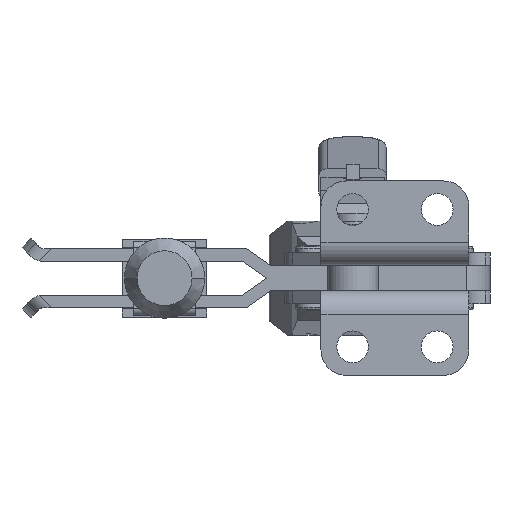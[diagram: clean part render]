
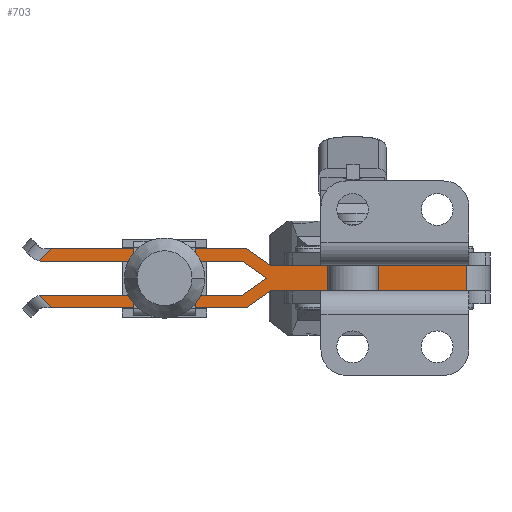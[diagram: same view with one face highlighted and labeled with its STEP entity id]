
A CAD part, front view. The second image highlights one B-rep face of the part: STEP entity #703.
In plain terms, the highlighted planar face has unit normal (0, -1, 0).
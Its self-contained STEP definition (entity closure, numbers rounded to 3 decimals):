
#703=ADVANCED_FACE('NONE',(#1792),#1793,.F.);
#1792=FACE_OUTER_BOUND('',#3312,.T.);
#1793=PLANE('',#3313);
#3312=EDGE_LOOP('',(#5342,#5343,#5344,#5345,#5346,#5347,#5348,#5349,#5350,#5351,#5352,#5353,#5354,#5355,#5356));
#3313=AXIS2_PLACEMENT_3D('',#5357,#5358,#5359);
#5342=ORIENTED_EDGE('',*,*,#9167,.F.);
#5343=ORIENTED_EDGE('',*,*,#9109,.T.);
#5344=ORIENTED_EDGE('',*,*,#9119,.F.);
#5345=ORIENTED_EDGE('',*,*,#9168,.F.);
#5346=ORIENTED_EDGE('',*,*,#9169,.F.);
#5347=ORIENTED_EDGE('',*,*,#9170,.F.);
#5348=ORIENTED_EDGE('',*,*,#9171,.F.);
#5349=ORIENTED_EDGE('',*,*,#9131,.F.);
#5350=ORIENTED_EDGE('',*,*,#9149,.T.);
#5351=ORIENTED_EDGE('',*,*,#9172,.F.);
#5352=ORIENTED_EDGE('',*,*,#9173,.F.);
#5353=ORIENTED_EDGE('',*,*,#9174,.F.);
#5354=ORIENTED_EDGE('',*,*,#9085,.T.);
#5355=ORIENTED_EDGE('',*,*,#9175,.F.);
#5356=ORIENTED_EDGE('',*,*,#9176,.F.);
#5357=CARTESIAN_POINT('',(-65.8,36.0,-8.));
#5358=DIRECTION('',(-0.0,1.0,0.0));
#5359=DIRECTION('',(1.0,0.0,0.0));
#9085=EDGE_CURVE('NONE',#10913,#10911,#10914,.T.);
#9109=EDGE_CURVE('NONE',#10956,#10954,#10957,.T.);
#9119=EDGE_CURVE('NONE',#10973,#10954,#10975,.T.);
#9131=EDGE_CURVE('NONE',#10992,#10994,#10995,.T.);
#9149=EDGE_CURVE('NONE',#10992,#11020,#11022,.T.);
#9167=EDGE_CURVE('NONE',#10956,#11042,#11043,.T.);
#9168=EDGE_CURVE('NONE',#11044,#10973,#11045,.T.);
#9169=EDGE_CURVE('NONE',#11046,#11044,#11047,.T.);
#9170=EDGE_CURVE('NONE',#11048,#11046,#11049,.T.);
#9171=EDGE_CURVE('NONE',#10994,#11048,#11050,.T.);
#9172=EDGE_CURVE('NONE',#11051,#11020,#11052,.T.);
#9173=EDGE_CURVE('NONE',#11053,#11051,#11054,.T.);
#9174=EDGE_CURVE('NONE',#10913,#11053,#11055,.T.);
#9175=EDGE_CURVE('NONE',#11056,#10911,#11057,.T.);
#9176=EDGE_CURVE('NONE',#11042,#11056,#11058,.T.);
#10911=VERTEX_POINT('NONE',#13509);
#10913=VERTEX_POINT('NONE',#13511);
#10914=LINE('',#13512,#13513);
#10954=VERTEX_POINT('NONE',#13561);
#10956=VERTEX_POINT('NONE',#13575);
#10957=LINE('',#13576,#13577);
#10973=VERTEX_POINT('NONE',#13627);
#10975=CIRCLE('',#13630,4.0);
#10992=VERTEX_POINT('NONE',#13683);
#10994=VERTEX_POINT('NONE',#13697);
#10995=CIRCLE('',#13698,4.0);
#11020=VERTEX_POINT('NONE',#13760);
#11022=LINE('',#13772,#13773);
#11042=VERTEX_POINT('NONE',#13794);
#11043=LINE('',#13795,#13796);
#11044=VERTEX_POINT('NONE',#13797);
#11045=LINE('',#13798,#13799);
#11046=VERTEX_POINT('NONE',#13800);
#11047=LINE('',#13801,#13802);
#11048=VERTEX_POINT('NONE',#13803);
#11049=LINE('',#13804,#13805);
#11050=LINE('',#13806,#13807);
#11051=VERTEX_POINT('NONE',#13808);
#11052=LINE('',#13809,#13810);
#11053=VERTEX_POINT('NONE',#13811);
#11054=LINE('',#13812,#13813);
#11055=LINE('',#13814,#13815);
#11056=VERTEX_POINT('NONE',#13816);
#11057=LINE('',#13817,#13818);
#11058=LINE('',#13819,#13820);
#13509=CARTESIAN_POINT('',(34.359,36.0,3.0));
#13511=CARTESIAN_POINT('',(34.359,36.0,-3.0));
#13512=CARTESIAN_POINT('',(34.359,36.0,10.1));
#13513=VECTOR('',#17489,1000.0);
#13561=CARTESIAN_POINT('',(-66.592,36.0,4.079));
#13575=CARTESIAN_POINT('',(-63.672,36.0,7.0));
#13576=CARTESIAN_POINT('',(-72.236,36.0,-1.564));
#13577=VECTOR('',#17525,1000.0);
#13627=CARTESIAN_POINT('',(-65.8,36.0,4.0));
#13630=AXIS2_PLACEMENT_3D('',#17537,#17538,#17539);
#13683=CARTESIAN_POINT('',(-66.592,36.0,-4.079));
#13697=CARTESIAN_POINT('',(-65.8,36.0,-4.0));
#13698=AXIS2_PLACEMENT_3D('',#17549,#17550,#17551);
#13760=CARTESIAN_POINT('',(-63.672,36.0,-7.0));
#13772=CARTESIAN_POINT('',(-64.236,36.0,-6.436));
#13773=VECTOR('',#17572,1000.0);
#13794=CARTESIAN_POINT('',(-17.713,36.0,7.0));
#13795=CARTESIAN_POINT('',(-65.8,36.0,7.0));
#13796=VECTOR('',#17604,1000.0);
#13797=CARTESIAN_POINT('',(-18.658,36.0,4.0));
#13798=CARTESIAN_POINT('',(-18.658,36.0,4.0));
#13799=VECTOR('',#17605,1000.0);
#13800=CARTESIAN_POINT('',(-12.946,36.0,0.0));
#13801=CARTESIAN_POINT('',(-12.946,36.0,0.0));
#13802=VECTOR('',#17606,1000.0);
#13803=CARTESIAN_POINT('',(-18.658,36.0,-4.0));
#13804=CARTESIAN_POINT('',(-18.658,36.0,-4.0));
#13805=VECTOR('',#17607,1000.0);
#13806=CARTESIAN_POINT('',(-65.8,36.0,-4.0));
#13807=VECTOR('',#17608,1000.0);
#13808=CARTESIAN_POINT('',(-17.713,36.0,-7.0));
#13809=CARTESIAN_POINT('',(-17.713,36.0,-7.0));
#13810=VECTOR('',#17609,1000.0);
#13811=CARTESIAN_POINT('',(-12.0,36.0,-3.0));
#13812=CARTESIAN_POINT('',(-12.0,36.0,-3.0));
#13813=VECTOR('',#17610,1000.0);
#13814=CARTESIAN_POINT('',(40.0,36.0,-3.0));
#13815=VECTOR('',#17611,1000.0);
#13816=CARTESIAN_POINT('',(-12.0,36.0,3.0));
#13817=CARTESIAN_POINT('',(-12.0,36.0,3.0));
#13818=VECTOR('',#17612,1000.0);
#13819=CARTESIAN_POINT('',(-17.713,36.0,7.0));
#13820=VECTOR('',#17613,1000.0);
#17489=DIRECTION('',(0.0,0.0,1.0));
#17525=DIRECTION('',(-0.707,0.0,-0.707));
#17537=CARTESIAN_POINT('',(-65.8,36.0,8.));
#17538=DIRECTION('',(-0.0,1.0,0.0));
#17539=DIRECTION('',(1.0,0.0,0.0));
#17549=CARTESIAN_POINT('',(-65.8,36.0,-8.));
#17550=DIRECTION('',(-0.0,1.0,0.0));
#17551=DIRECTION('',(1.0,0.0,0.0));
#17572=DIRECTION('',(0.707,0.0,-0.707));
#17604=DIRECTION('',(1.0,0.0,0.0));
#17605=DIRECTION('',(-1.0,0.0,0.0));
#17606=DIRECTION('',(-0.819,0.0,0.574));
#17607=DIRECTION('',(0.819,0.0,0.574));
#17608=DIRECTION('',(1.0,0.0,0.0));
#17609=DIRECTION('',(-1.0,0.0,0.0));
#17610=DIRECTION('',(-0.819,0.0,-0.574));
#17611=DIRECTION('',(-1.0,0.0,0.0));
#17612=DIRECTION('',(1.0,0.0,0.0));
#17613=DIRECTION('',(0.819,0.0,-0.574));
